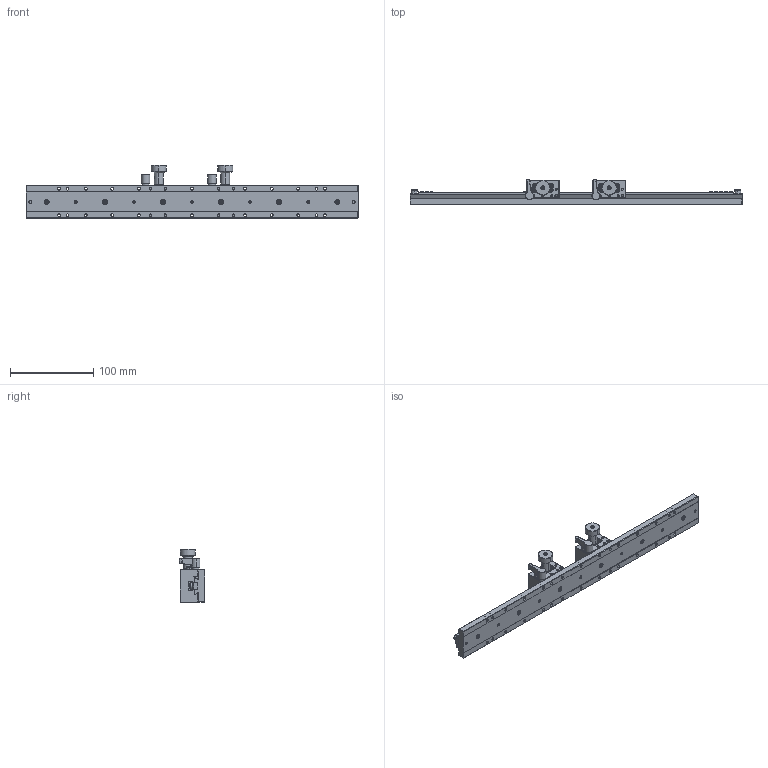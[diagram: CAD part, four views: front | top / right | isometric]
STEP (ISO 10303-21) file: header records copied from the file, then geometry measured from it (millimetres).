
FILE_DESCRIPTION (( 'STEP AP203' ), '1' );
FILE_NAME ('AD360C-40D2(AP203).STEP', '2020-10-29T07:58:57', ( 'China' ), ( 'Microsoft' ), 'SwSTEP 2.0', 'SolidWorks 2017', '' );
FILE_SCHEMA (( 'CONFIG_CONTROL_DESIGN' ));
Length unit declared in the file: millimetre
Products named in the file (1): AD360C-40D2(AP203)
Bounding box: 400 x 31.15 x 64 mm (x, y, z)
Surface area: 77297.8 mm2 (no closed solid volume)
Topology: 0 solids, 56 shells, 874 faces, 2721 edges, 1855 vertices
Faces by surface type: plane 477, cylinder 288, cone 52, torus 49, bspline 8
Entity records: 30627 total; most frequent: CARTESIAN_POINT 6147, DIRECTION 5225, ORIENTED_EDGE 4488, EDGE_CURVE 2693, VERTEX_POINT 1855, VECTOR 1775, LINE 1775, AXIS2_PLACEMENT_3D 1725
